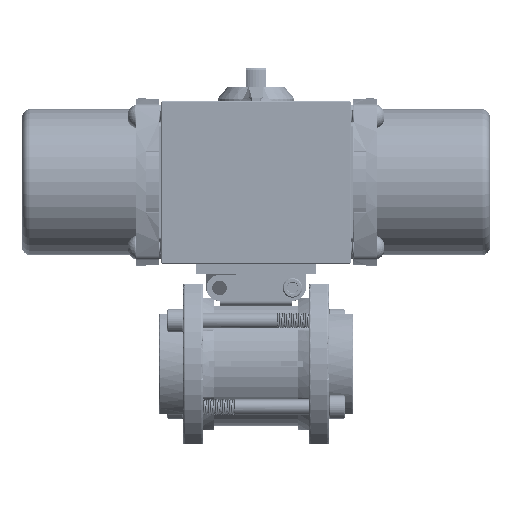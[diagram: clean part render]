
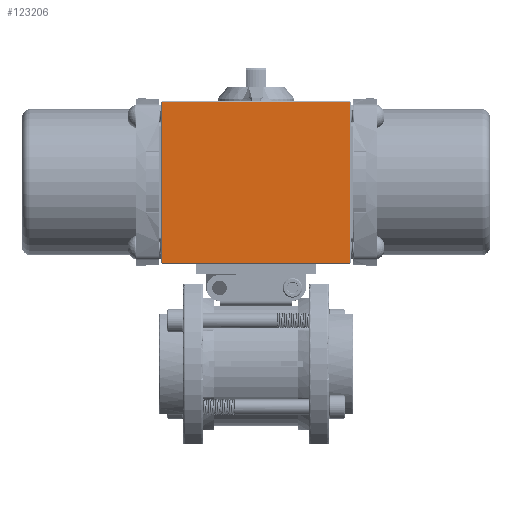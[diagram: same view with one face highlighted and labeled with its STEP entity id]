
A CAD part, top view. The second image highlights one B-rep face of the part: STEP entity #123206.
In plain terms, the highlighted planar face has unit normal (0, 0, 1).
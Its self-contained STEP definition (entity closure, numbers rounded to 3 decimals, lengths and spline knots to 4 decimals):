
#463 = VECTOR ( 'NONE', #32120, 39.3701 ) ;
#1919 = AXIS2_PLACEMENT_3D ( 'NONE', #210213, #104256, #228056 ) ;
#9531 = DIRECTION ( 'NONE',  ( 0., 1., 0. ) ) ;
#10805 = DIRECTION ( 'NONE',  ( 1., 0., 0. ) ) ;
#27203 = CARTESIAN_POINT ( 'NONE',  ( 2.253, 6.303, 1.55 ) ) ;
#32120 = DIRECTION ( 'NONE',  ( -1., 0., 0. ) ) ;
#34422 = LINE ( 'NONE', #187853, #123131 ) ;
#35358 = EDGE_CURVE ( 'NONE', #229077, #51844, #47273, .T. ) ;
#47273 = LINE ( 'NONE', #191492, #463 ) ;
#51844 = VERTEX_POINT ( 'NONE', #66517 ) ;
#64520 = VERTEX_POINT ( 'NONE', #209423 ) ;
#65250 = ORIENTED_EDGE ( 'NONE', *, *, #101435, .T. ) ;
#66517 = CARTESIAN_POINT ( 'NONE',  ( -2.253, 6.283, 1.55 ) ) ;
#70528 = EDGE_LOOP ( 'NONE', ( #153115, #170829, #198591, #65250 ) ) ;
#71952 = EDGE_CURVE ( 'NONE', #161679, #229077, #104399, .T. ) ;
#73615 = DIRECTION ( 'NONE',  ( 0., -1., 0. ) ) ;
#90699 = CARTESIAN_POINT ( 'NONE',  ( 2.253, 2.423, 1.55 ) ) ;
#101435 = EDGE_CURVE ( 'NONE', #64520, #161679, #34422, .T. ) ;
#101779 = FACE_OUTER_BOUND ( 'NONE', #70528, .T. ) ;
#104256 = DIRECTION ( 'NONE',  ( 0., 0., -1. ) ) ;
#104399 = LINE ( 'NONE', #27203, #192937 ) ;
#121324 = PLANE ( 'NONE',  #1919 ) ;
#123131 = VECTOR ( 'NONE', #10805, 39.3701 ) ;
#123206 = ADVANCED_FACE ( 'NONE', ( #101779 ), #121324, .F. ) ;
#153115 = ORIENTED_EDGE ( 'NONE', *, *, #71952, .T. ) ;
#161679 = VERTEX_POINT ( 'NONE', #90699 ) ;
#161690 = EDGE_CURVE ( 'NONE', #51844, #64520, #174504, .T. ) ;
#170829 = ORIENTED_EDGE ( 'NONE', *, *, #35358, .T. ) ;
#174504 = LINE ( 'NONE', #197472, #210530 ) ;
#187853 = CARTESIAN_POINT ( 'NONE',  ( -2.273, 2.423, 1.55 ) ) ;
#191492 = CARTESIAN_POINT ( 'NONE',  ( -2.273, 6.283, 1.55 ) ) ;
#192937 = VECTOR ( 'NONE', #9531, 39.3701 ) ;
#197472 = CARTESIAN_POINT ( 'NONE',  ( -2.253, 2.403, 1.55 ) ) ;
#198591 = ORIENTED_EDGE ( 'NONE', *, *, #161690, .T. ) ;
#209423 = CARTESIAN_POINT ( 'NONE',  ( -2.253, 2.423, 1.55 ) ) ;
#210213 = CARTESIAN_POINT ( 'NONE',  ( -2.273, 6.303, 1.55 ) ) ;
#210530 = VECTOR ( 'NONE', #73615, 39.3701 ) ;
#227097 = CARTESIAN_POINT ( 'NONE',  ( 2.253, 6.283, 1.55 ) ) ;
#228056 = DIRECTION ( 'NONE',  ( 0., -1., 0. ) ) ;
#229077 = VERTEX_POINT ( 'NONE', #227097 ) ;
